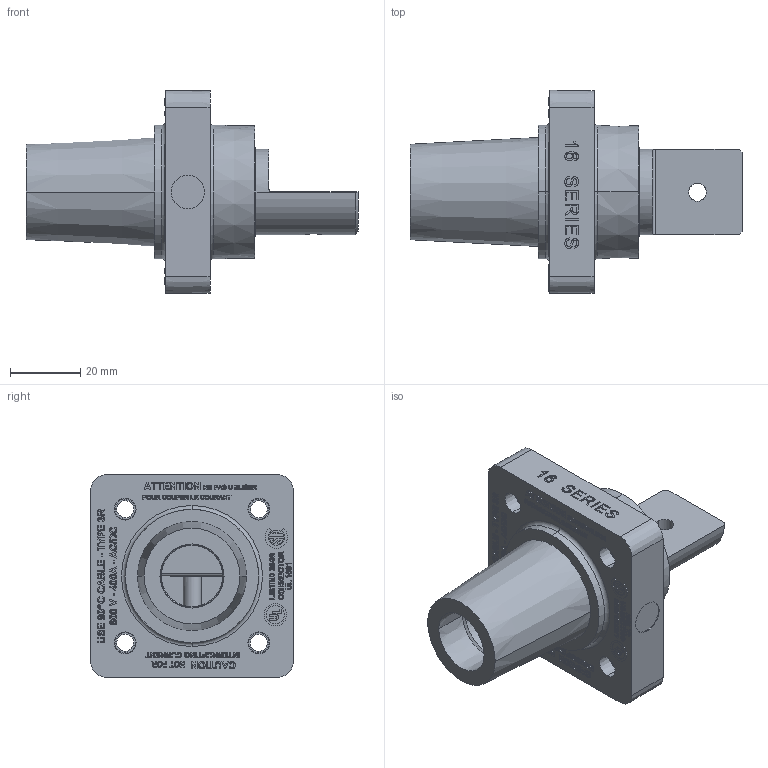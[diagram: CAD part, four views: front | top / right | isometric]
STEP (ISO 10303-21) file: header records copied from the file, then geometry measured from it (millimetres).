
FILE_DESCRIPTION (( 'STEP AP214' ), '1' );
FILE_NAME ('CATSTD-16R20-00X-M01.STEP', '2022-07-06T15:20:49', ( '' ), ( '' ), 'SwSTEP 2.0', 'SolidWorks 2020', '' );
FILE_SCHEMA (( 'AUTOMOTIVE_DESIGN' ));
Length unit declared in the file: inch
Products named in the file (1): CATSTD-16R20-00X-M01
Bounding box: 94.71 x 57.94 x 57.94 mm (x, y, z)
Surface area: 24866.9 mm2 (no closed solid volume)
Topology: 0 solids, 9 shells, 1533 faces, 5311 edges, 3672 vertices
Faces by surface type: plane 900, bspline 502, cylinder 86, cone 39, torus 6
Entity records: 108202 total; most frequent: CARTESIAN_POINT 47111, ORIENTED_EDGE 8863, DIRECTION 6351, EDGE_CURVE 5311, VERTEX_POINT 3672, LINE 3659, VECTOR 3659, EDGE_LOOP 1774
